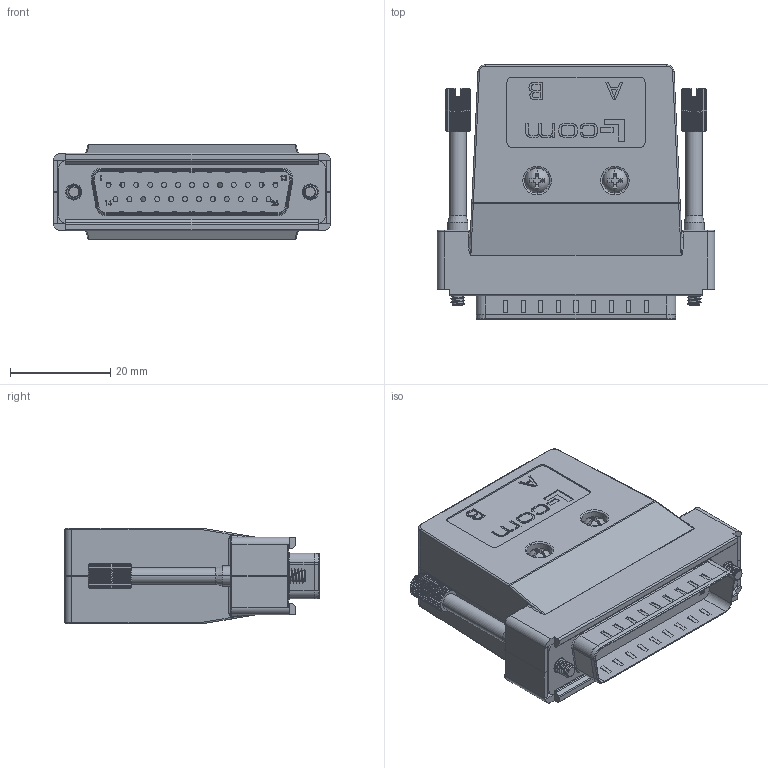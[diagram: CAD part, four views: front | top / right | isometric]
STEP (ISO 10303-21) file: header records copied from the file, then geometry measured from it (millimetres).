
FILE_DESCRIPTION (( 'STEP AP214' ), '1' );
FILE_NAME ('RA2588MS.STEP', '2013-04-24T17:51:01', ( 'x' ), ( '' ), 'SwSTEP 2.0', 'SolidWorks 2012', '' );
FILE_SCHEMA (( 'AUTOMOTIVE_DESIGN' ));
Length unit declared in the file: inch
Products named in the file (22): 1AJ06-088___; 1AJ04-010(M2.5xP.45 HEX NUT)___; 1AJ02-093___; RJ45 SHIELDING R.A FEMALE PCBA; 1AD04-006___; RJ45 jack___; MODULAR JACK PIN LOADING___; PIN2___; PIN1___; modular jack pin  body___; RJ45 jack housing___; SHIELD___; 1BC01-033___; DB25M CRIMP TYPE___; DB25 TO 2xRJ45 SF HOOD; 1AG01-154_W.O PORT SYMBOL; 1AG01-153_W.O PORT SYMBOL; RA2588MS
Assembly tree (41 placements, depth 6):
  RA2588MS
    DB25 TO 2xRJ45 SF HOOD
      1AG01-153_W.O PORT SYMBOL
      1AG01-154_W.O PORT SYMBOL
    DB25M CRIMP TYPE___
    RJ45 SHIELDING R.A FEMALE PCBA
      1BC01-033___
      1AD04-006___
        SHIELD___
        RJ45 jack___
          RJ45 jack housing___
          MODULAR JACK PIN LOADING___
            modular jack pin  body___
            PIN1___  x4
            PIN2___  x4
    RJ45 SHIELDING R.A FEMALE PCBA
      1BC01-033___
      1AD04-006___
        SHIELD___
        RJ45 jack___
          RJ45 jack housing___
          MODULAR JACK PIN LOADING___
            modular jack pin  body___
            PIN1___  x3
            PIN2___  x4
    1AJ02-093___  x2
    1AJ04-010(M2.5xP.45 HEX NUT)___  x2
    1AJ06-088___  x2
Bounding box: 55.2 x 50.7 x 19 mm (x, y, z)
Volume: 19373.9 mm3; surface area: 38737.7 mm2
Topology: 49 solids, 49 shells, 4109 faces, 10752 edges, 6934 vertices
Faces by surface type: plane 2279, cylinder 1277, bspline 336, torus 136, cone 77, sphere 4
Entity records: 103649 total; most frequent: CARTESIAN_POINT 32353, ORIENTED_EDGE 13922, DIRECTION 12345, EDGE_CURVE 6961, VECTOR 4607, LINE 4607, VERTEX_POINT 4512, AXIS2_PLACEMENT_3D 3869
